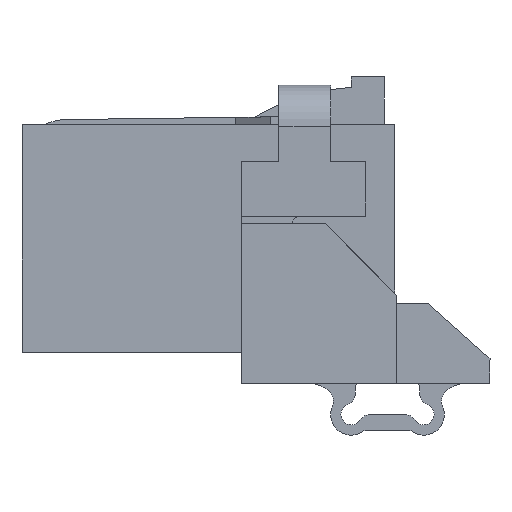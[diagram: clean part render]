
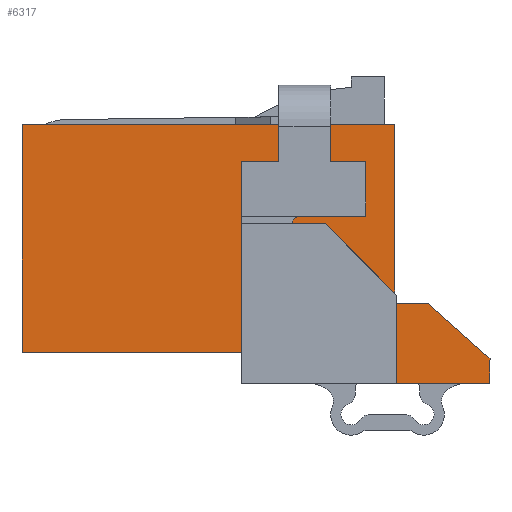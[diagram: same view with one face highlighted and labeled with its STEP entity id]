
A CAD part, left-side view. The second image highlights one B-rep face of the part: STEP entity #6317.
In plain terms, the highlighted planar face has unit normal (-1, 0, 0).
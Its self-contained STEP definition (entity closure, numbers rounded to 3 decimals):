
#188=CIRCLE('',#6600,0.1);
#208=CIRCLE('',#6719,0.2);
#1750=ORIENTED_EDGE('',*,*,#2908,.T.);
#1751=ORIENTED_EDGE('',*,*,#2561,.T.);
#1752=ORIENTED_EDGE('',*,*,#2570,.T.);
#1753=ORIENTED_EDGE('',*,*,#2567,.T.);
#1754=ORIENTED_EDGE('',*,*,#2563,.T.);
#1755=ORIENTED_EDGE('',*,*,#2651,.F.);
#1756=ORIENTED_EDGE('',*,*,#2649,.F.);
#1757=ORIENTED_EDGE('',*,*,#2732,.T.);
#1758=ORIENTED_EDGE('',*,*,#2861,.F.);
#1759=ORIENTED_EDGE('',*,*,#2909,.T.);
#1760=ORIENTED_EDGE('',*,*,#2830,.T.);
#1761=ORIENTED_EDGE('',*,*,#2840,.T.);
#1762=ORIENTED_EDGE('',*,*,#2910,.T.);
#1763=ORIENTED_EDGE('',*,*,#2874,.F.);
#1764=ORIENTED_EDGE('',*,*,#2911,.T.);
#1765=ORIENTED_EDGE('',*,*,#2912,.T.);
#1766=ORIENTED_EDGE('',*,*,#2849,.T.);
#1767=ORIENTED_EDGE('',*,*,#2907,.F.);
#1768=ORIENTED_EDGE('',*,*,#2722,.F.);
#1769=ORIENTED_EDGE('',*,*,#2661,.F.);
#1770=ORIENTED_EDGE('',*,*,#2656,.T.);
#1771=ORIENTED_EDGE('',*,*,#2913,.T.);
#2561=EDGE_CURVE('',#3308,#3307,#4005,.T.);
#2563=EDGE_CURVE('',#3309,#3310,#4007,.T.);
#2567=EDGE_CURVE('',#3313,#3309,#4011,.T.);
#2570=EDGE_CURVE('',#3307,#3313,#188,.T.);
#2649=EDGE_CURVE('',#3371,#3372,#4089,.T.);
#2651=EDGE_CURVE('',#3372,#3310,#4091,.T.);
#2656=EDGE_CURVE('',#3377,#3376,#4096,.T.);
#2661=EDGE_CURVE('',#3377,#3380,#4101,.T.);
#2722=EDGE_CURVE('',#3380,#3426,#4156,.T.);
#2732=EDGE_CURVE('',#3371,#3434,#4164,.T.);
#2830=EDGE_CURVE('',#3501,#3500,#4255,.T.);
#2840=EDGE_CURVE('',#3500,#3505,#4265,.T.);
#2849=EDGE_CURVE('',#3513,#3512,#4274,.T.);
#2861=EDGE_CURVE('',#3519,#3434,#4286,.T.);
#2874=EDGE_CURVE('',#3526,#3527,#4299,.T.);
#2907=EDGE_CURVE('',#3426,#3512,#4331,.T.);
#2908=EDGE_CURVE('',#3539,#3308,#208,.T.);
#2909=EDGE_CURVE('',#3519,#3501,#4332,.T.);
#2910=EDGE_CURVE('',#3505,#3527,#4333,.T.);
#2911=EDGE_CURVE('',#3526,#3540,#4334,.T.);
#2912=EDGE_CURVE('',#3540,#3513,#4335,.T.);
#2913=EDGE_CURVE('',#3376,#3539,#4336,.T.);
#3307=VERTEX_POINT('',#9464);
#3308=VERTEX_POINT('',#9466);
#3309=VERTEX_POINT('',#9470);
#3310=VERTEX_POINT('',#9471);
#3313=VERTEX_POINT('',#9479);
#3371=VERTEX_POINT('',#9644);
#3372=VERTEX_POINT('',#9646);
#3376=VERTEX_POINT('',#9658);
#3377=VERTEX_POINT('',#9660);
#3380=VERTEX_POINT('',#9667);
#3426=VERTEX_POINT('',#9792);
#3434=VERTEX_POINT('',#9810);
#3500=VERTEX_POINT('',#10007);
#3501=VERTEX_POINT('',#10009);
#3505=VERTEX_POINT('',#10023);
#3512=VERTEX_POINT('',#10040);
#3513=VERTEX_POINT('',#10042);
#3519=VERTEX_POINT('',#10062);
#3526=VERTEX_POINT('',#10084);
#3527=VERTEX_POINT('',#10086);
#3539=VERTEX_POINT('',#10146);
#3540=VERTEX_POINT('',#10150);
#4005=LINE('',#9465,#4821);
#4007=LINE('',#9469,#4823);
#4011=LINE('',#9478,#4827);
#4089=LINE('',#9645,#4905);
#4091=LINE('',#9649,#4907);
#4096=LINE('',#9659,#4912);
#4101=LINE('',#9669,#4917);
#4156=LINE('',#9791,#4972);
#4164=LINE('',#9811,#4980);
#4255=LINE('',#10008,#5071);
#4265=LINE('',#10024,#5081);
#4274=LINE('',#10041,#5090);
#4286=LINE('',#10063,#5102);
#4299=LINE('',#10085,#5115);
#4331=LINE('',#10143,#5147);
#4332=LINE('',#10147,#5148);
#4333=LINE('',#10148,#5149);
#4334=LINE('',#10149,#5150);
#4335=LINE('',#10151,#5151);
#4336=LINE('',#10152,#5152);
#4821=VECTOR('',#7702,1000.);
#4823=VECTOR('',#7706,1000.);
#4827=VECTOR('',#7712,1000.);
#4905=VECTOR('',#7850,1000.);
#4907=VECTOR('',#7854,1000.);
#4912=VECTOR('',#7861,1000.);
#4917=VECTOR('',#7868,1000.);
#4972=VECTOR('',#7967,1000.);
#4980=VECTOR('',#7981,1000.);
#5071=VECTOR('',#8152,1000.);
#5081=VECTOR('',#8164,1000.);
#5090=VECTOR('',#8175,1000.);
#5102=VECTOR('',#8193,1000.);
#5115=VECTOR('',#8210,1000.);
#5147=VECTOR('',#8270,1000.);
#5148=VECTOR('',#8275,1000.);
#5149=VECTOR('',#8276,1000.);
#5150=VECTOR('',#8277,1000.);
#5151=VECTOR('',#8278,1000.);
#5152=VECTOR('',#8279,1000.);
#5447=EDGE_LOOP('',(#1750,#1751,#1752,#1753,#1754,#1755,#1756,#1757,#1758,
#1759,#1760,#1761,#1762,#1763,#1764,#1765,#1766,#1767,#1768,#1769,#1770,
#1771));
#5757=FACE_BOUND('',#5447,.T.);
#6023=PLANE('',#6718);
#6317=ADVANCED_FACE('',(#5757),#6023,.T.);
#6600=AXIS2_PLACEMENT_3D('',#9484,#7717,#7718);
#6718=AXIS2_PLACEMENT_3D('',#10144,#8271,#8272);
#6719=AXIS2_PLACEMENT_3D('',#10145,#8273,#8274);
#7702=DIRECTION('',(0.,-0.708,-0.706));
#7706=DIRECTION('',(0.,0.707,0.707));
#7712=DIRECTION('',(0.,1.,0.));
#7717=DIRECTION('',(1.,0.,0.));
#7718=DIRECTION('',(0.,-1.,0.));
#7850=DIRECTION('',(0.,1.,0.));
#7854=DIRECTION('',(0.,0.,-1.));
#7861=DIRECTION('',(0.,0.,-1.));
#7868=DIRECTION('',(0.,1.,0.));
#7967=DIRECTION('',(0.,0.,1.));
#7981=DIRECTION('',(0.,0.,1.));
#8152=DIRECTION('',(0.,-1.,0.));
#8164=DIRECTION('',(0.,0.,-1.));
#8175=DIRECTION('',(0.,0.,1.));
#8193=DIRECTION('',(0.,-1.,0.));
#8210=DIRECTION('',(0.,0.,-1.));
#8270=DIRECTION('',(0.,-1.,0.));
#8271=DIRECTION('',(-1.,0.,0.));
#8272=DIRECTION('',(0.,0.,1.));
#8273=DIRECTION('',(-1.,0.,0.));
#8274=DIRECTION('',(0.,-1.,0.));
#8275=DIRECTION('',(0.,0.,-1.));
#8276=DIRECTION('',(0.,-1.,0.));
#8277=DIRECTION('',(0.,0.746,0.666));
#8278=DIRECTION('',(0.,1.,0.));
#8279=DIRECTION('',(0.,1.,0.));
#9464=CARTESIAN_POINT('',(-7.5,0.679,1.911));
#9465=CARTESIAN_POINT('',(-7.5,2.421,3.648));
#9466=CARTESIAN_POINT('',(-7.5,2.421,3.648));
#9469=CARTESIAN_POINT('',(-7.5,2.81,1.74));
#9470=CARTESIAN_POINT('',(-7.5,2.81,1.74));
#9471=CARTESIAN_POINT('',(-7.5,3.7,2.63));
#9478=CARTESIAN_POINT('',(-7.5,0.75,1.74));
#9479=CARTESIAN_POINT('',(-7.5,0.75,1.74));
#9484=CARTESIAN_POINT('',(-7.5,0.75,1.84));
#9644=CARTESIAN_POINT('',(-7.5,2.8,5.3));
#9645=CARTESIAN_POINT('',(-7.5,0.7,5.3));
#9646=CARTESIAN_POINT('',(-7.5,3.7,5.3));
#9649=CARTESIAN_POINT('',(-7.5,3.7,5.3));
#9658=CARTESIAN_POINT('',(-7.5,0.7,3.99));
#9659=CARTESIAN_POINT('',(-7.5,0.7,5.3));
#9660=CARTESIAN_POINT('',(-7.5,0.7,5.3));
#9667=CARTESIAN_POINT('',(-7.5,1.55,5.3));
#9669=CARTESIAN_POINT('',(-7.5,0.7,5.3));
#9791=CARTESIAN_POINT('',(-7.5,1.55,5.3));
#9792=CARTESIAN_POINT('',(-7.5,1.55,6.2));
#9810=CARTESIAN_POINT('',(-7.5,2.8,6.2));
#9811=CARTESIAN_POINT('',(-7.5,2.8,5.3));
#10007=CARTESIAN_POINT('',(-7.5,0.2,0.7));
#10008=CARTESIAN_POINT('',(-7.5,9.,0.7));
#10009=CARTESIAN_POINT('',(-7.5,9.,0.7));
#10023=CARTESIAN_POINT('',(-7.5,0.2,-0.05));
#10024=CARTESIAN_POINT('',(-7.5,0.2,0.7));
#10040=CARTESIAN_POINT('',(-7.5,0.,6.2));
#10041=CARTESIAN_POINT('',(-7.5,0.,1.89));
#10042=CARTESIAN_POINT('',(-7.5,0.,1.89));
#10062=CARTESIAN_POINT('',(-7.5,9.,6.2));
#10063=CARTESIAN_POINT('',(-7.5,9.,6.2));
#10084=CARTESIAN_POINT('',(-7.5,-2.3,0.55));
#10085=CARTESIAN_POINT('',(-7.5,-2.3,6.2));
#10086=CARTESIAN_POINT('',(-7.5,-2.3,-0.05));
#10143=CARTESIAN_POINT('',(-7.5,9.,6.2));
#10144=CARTESIAN_POINT('',(-7.5,9.,6.2));
#10145=CARTESIAN_POINT('',(-7.5,2.28,3.79));
#10146=CARTESIAN_POINT('',(-7.5,2.28,3.99));
#10147=CARTESIAN_POINT('',(-7.5,9.,6.2));
#10148=CARTESIAN_POINT('',(-7.5,9.,-0.05));
#10149=CARTESIAN_POINT('',(-7.5,-2.3,0.55));
#10150=CARTESIAN_POINT('',(-7.5,-0.8,1.89));
#10151=CARTESIAN_POINT('',(-7.5,-0.8,1.89));
#10152=CARTESIAN_POINT('',(-7.5,0.7,3.99));
